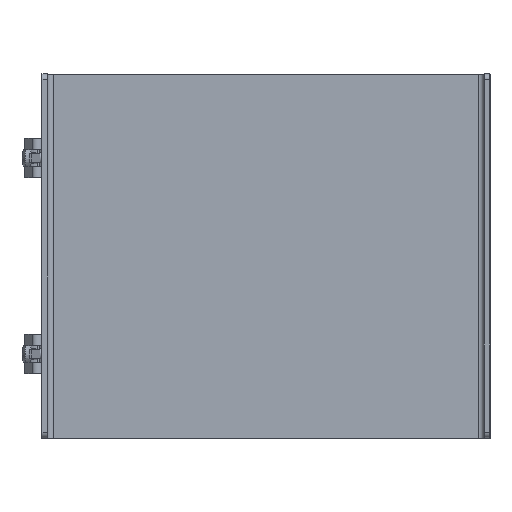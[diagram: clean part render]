
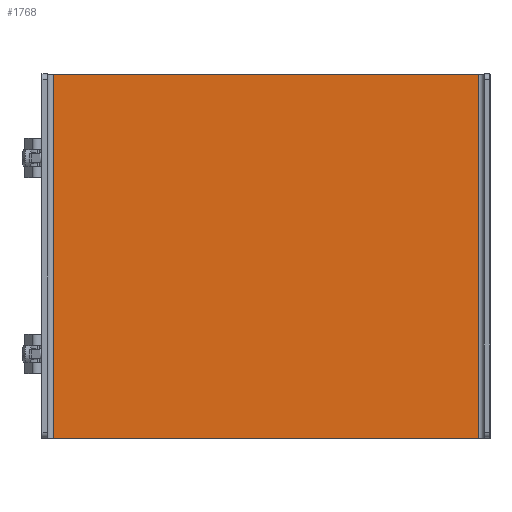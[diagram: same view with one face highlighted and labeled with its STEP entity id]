
A CAD part, top view. The second image highlights one B-rep face of the part: STEP entity #1768.
In plain terms, the highlighted planar face has unit normal (0, 0, 1).
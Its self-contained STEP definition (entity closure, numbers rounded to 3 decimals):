
#104=PLANE('',#1899);
#186=LINE('',#2711,#335);
#189=LINE('',#2717,#338);
#196=LINE('',#2738,#345);
#197=LINE('',#2740,#346);
#335=VECTOR('',#2164,130.);
#338=VECTOR('',#2169,152.);
#345=VECTOR('',#2198,130.);
#346=VECTOR('',#2201,152.);
#494=FACE_OUTER_BOUND('',#606,.T.);
#606=EDGE_LOOP('',(#1339,#1340,#1341,#1342));
#809=VERTEX_POINT('',#2702);
#810=VERTEX_POINT('',#2706);
#812=VERTEX_POINT('',#2715);
#815=VERTEX_POINT('',#2733);
#998=EDGE_CURVE('',#809,#810,#186,.T.);
#1001=EDGE_CURVE('',#812,#810,#189,.T.);
#1012=EDGE_CURVE('',#812,#815,#196,.T.);
#1013=EDGE_CURVE('',#809,#815,#197,.T.);
#1339=ORIENTED_EDGE('',*,*,#998,.T.);
#1340=ORIENTED_EDGE('',*,*,#1001,.F.);
#1341=ORIENTED_EDGE('',*,*,#1012,.T.);
#1342=ORIENTED_EDGE('',*,*,#1013,.F.);
#1768=ADVANCED_FACE('',(#494),#104,.T.);
#1899=AXIS2_PLACEMENT_3D('',#2741,#2202,#2203);
#2164=DIRECTION('',(0.,1.,0.));
#2169=DIRECTION('',(1.,0.,0.));
#2198=DIRECTION('',(0.,-1.,0.));
#2201=DIRECTION('',(-1.,0.,0.));
#2202=DIRECTION('center_axis',(0.,0.,1.));
#2203=DIRECTION('ref_axis',(1.,0.,0.));
#2702=CARTESIAN_POINT('',(76.,-65.,2.));
#2706=CARTESIAN_POINT('',(76.,65.,2.));
#2711=CARTESIAN_POINT('',(76.,32.5,2.));
#2715=CARTESIAN_POINT('',(-76.,65.,2.));
#2717=CARTESIAN_POINT('',(80.,65.,2.));
#2733=CARTESIAN_POINT('',(-76.,-65.,2.));
#2738=CARTESIAN_POINT('',(-76.,-32.5,2.));
#2740=CARTESIAN_POINT('',(-80.,-65.,2.));
#2741=CARTESIAN_POINT('Origin',(0.,0.,2.));
